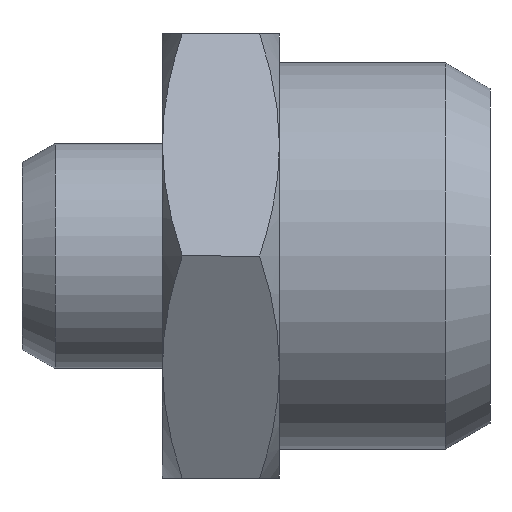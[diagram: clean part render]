
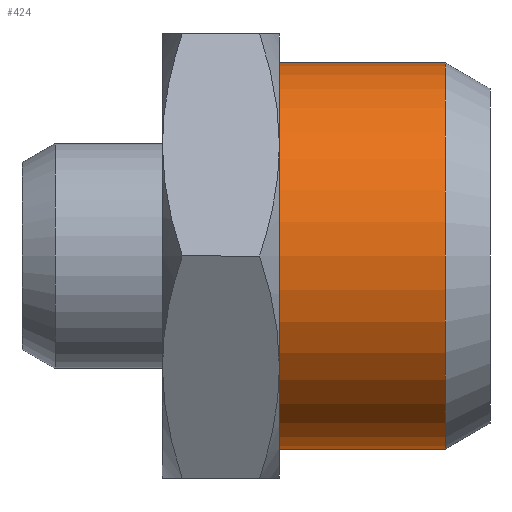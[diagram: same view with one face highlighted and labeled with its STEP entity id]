
A CAD part, left-side view. The second image highlights one B-rep face of the part: STEP entity #424.
In plain terms, the highlighted cylindrical face has radius 8.25 mm (diameter 16.5 mm), a full revolution.
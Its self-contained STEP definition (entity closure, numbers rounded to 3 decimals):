
#17 = CIRCLE ( 'NONE', #341, 8.25 ) ;
#34 = VERTEX_POINT ( 'NONE', #730 ) ;
#44 = ORIENTED_EDGE ( 'NONE', *, *, #350, .F. ) ;
#61 = VERTEX_POINT ( 'NONE', #762 ) ;
#107 = CYLINDRICAL_SURFACE ( 'NONE', #309, 8.25 ) ;
#112 = FACE_OUTER_BOUND ( 'NONE', #186, .T. ) ;
#113 = FACE_OUTER_BOUND ( 'NONE', #183, .T. ) ;
#145 = CIRCLE ( 'NONE', #332, 8.25 ) ;
#183 = EDGE_LOOP ( 'NONE', ( #292 ) ) ;
#186 = EDGE_LOOP ( 'NONE', ( #44 ) ) ;
#292 = ORIENTED_EDGE ( 'NONE', *, *, #345, .T. ) ;
#309 = AXIS2_PLACEMENT_3D ( 'NONE', #691, #692, #690 ) ;
#332 = AXIS2_PLACEMENT_3D ( 'NONE', #474, #475, #476 ) ;
#341 = AXIS2_PLACEMENT_3D ( 'NONE', #454, #455, #456 ) ;
#345 = EDGE_CURVE ( 'NONE', #61, #61, #17, .T. ) ;
#350 = EDGE_CURVE ( 'NONE', #34, #34, #145, .T. ) ;
#424 = ADVANCED_FACE ( 'NONE', ( #113, #112 ), #107, .T. ) ;
#454 = CARTESIAN_POINT ( 'NONE',  ( 0., 1.905, 0. ) ) ;
#455 = DIRECTION ( 'NONE',  ( 0., 1., 0. ) ) ;
#456 = DIRECTION ( 'NONE',  ( 0., 0., 1. ) ) ;
#474 = CARTESIAN_POINT ( 'NONE',  ( 0., 9., 0. ) ) ;
#475 = DIRECTION ( 'NONE',  ( 0., 1., 0. ) ) ;
#476 = DIRECTION ( 'NONE',  ( 0., 0., -1. ) ) ;
#690 = DIRECTION ( 'NONE',  ( 0., 0., -1. ) ) ;
#691 = CARTESIAN_POINT ( 'NONE',  ( 0., 9., 0. ) ) ;
#692 = DIRECTION ( 'NONE',  ( 0., -1., 0. ) ) ;
#730 = CARTESIAN_POINT ( 'NONE',  ( 0., 9., -8.25 ) ) ;
#762 = CARTESIAN_POINT ( 'NONE',  ( 0., 1.905, 8.25 ) ) ;
